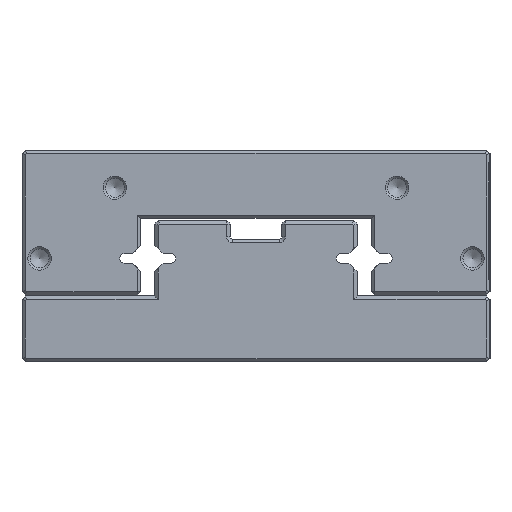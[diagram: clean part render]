
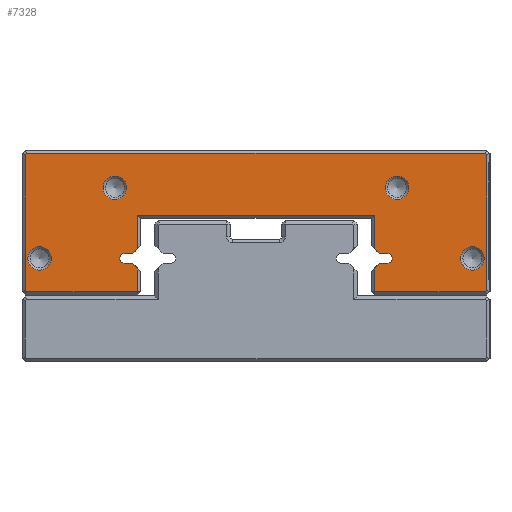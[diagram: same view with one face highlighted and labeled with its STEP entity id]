
A CAD part, left-side view. The second image highlights one B-rep face of the part: STEP entity #7328.
In plain terms, the highlighted planar face has unit normal (-1, 0, 0).
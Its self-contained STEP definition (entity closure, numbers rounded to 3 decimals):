
#5557=FACE_BOUND('',#11891,.T.);
#5558=FACE_BOUND('',#11892,.T.);
#5559=FACE_BOUND('',#11893,.T.);
#5560=FACE_BOUND('',#11894,.T.);
#5561=FACE_BOUND('',#11895,.T.);
#6513=CIRCLE('',#33885,1.);
#6544=CIRCLE('',#33924,1.);
#6550=CIRCLE('',#33936,2.5);
#6551=CIRCLE('',#33937,2.5);
#6552=CIRCLE('',#33938,2.5);
#6553=CIRCLE('',#33939,2.5);
#7328=ADVANCED_FACE('',(#5557,#5558,#5559,#5560,#5561),#8930,.T.);
#8930=PLANE('',#33940);
#11891=EDGE_LOOP('',(#16058,#16059,#16060,#16061,#16062,#16063,#16064,#16065,
#16066,#16067,#16068,#16069,#16070,#16071,#16072,#16073,#16074,#16075,#16076,
#16077,#16078,#16079,#16080,#16081));
#11892=EDGE_LOOP('',(#16082));
#11893=EDGE_LOOP('',(#16083));
#11894=EDGE_LOOP('',(#16084));
#11895=EDGE_LOOP('',(#16085));
#16058=ORIENTED_EDGE('',*,*,#25252,.F.);
#16059=ORIENTED_EDGE('',*,*,#25293,.T.);
#16060=ORIENTED_EDGE('',*,*,#25294,.T.);
#16061=ORIENTED_EDGE('',*,*,#25295,.T.);
#16062=ORIENTED_EDGE('',*,*,#25157,.F.);
#16063=ORIENTED_EDGE('',*,*,#25151,.F.);
#16064=ORIENTED_EDGE('',*,*,#25148,.F.);
#16065=ORIENTED_EDGE('',*,*,#25145,.F.);
#16066=ORIENTED_EDGE('',*,*,#25143,.F.);
#16067=ORIENTED_EDGE('',*,*,#25296,.T.);
#16068=ORIENTED_EDGE('',*,*,#25297,.T.);
#16069=ORIENTED_EDGE('',*,*,#25298,.T.);
#16070=ORIENTED_EDGE('',*,*,#25299,.T.);
#16071=ORIENTED_EDGE('',*,*,#25300,.T.);
#16072=ORIENTED_EDGE('',*,*,#25301,.T.);
#16073=ORIENTED_EDGE('',*,*,#25302,.T.);
#16074=ORIENTED_EDGE('',*,*,#25303,.T.);
#16075=ORIENTED_EDGE('',*,*,#25304,.T.);
#16076=ORIENTED_EDGE('',*,*,#25305,.T.);
#16077=ORIENTED_EDGE('',*,*,#25306,.T.);
#16078=ORIENTED_EDGE('',*,*,#25266,.F.);
#16079=ORIENTED_EDGE('',*,*,#25260,.F.);
#16080=ORIENTED_EDGE('',*,*,#25257,.F.);
#16081=ORIENTED_EDGE('',*,*,#25254,.F.);
#16082=ORIENTED_EDGE('',*,*,#25307,.T.);
#16083=ORIENTED_EDGE('',*,*,#25308,.T.);
#16084=ORIENTED_EDGE('',*,*,#25309,.T.);
#16085=ORIENTED_EDGE('',*,*,#25310,.T.);
#22231=VERTEX_POINT('',#46131);
#22232=VERTEX_POINT('',#46133);
#22233=VERTEX_POINT('',#46137);
#22235=VERTEX_POINT('',#46143);
#22237=VERTEX_POINT('',#46149);
#22242=VERTEX_POINT('',#46161);
#22306=VERTEX_POINT('',#46323);
#22307=VERTEX_POINT('',#46325);
#22308=VERTEX_POINT('',#46329);
#22310=VERTEX_POINT('',#46335);
#22312=VERTEX_POINT('',#46341);
#22317=VERTEX_POINT('',#46353);
#22340=VERTEX_POINT('',#46407);
#22341=VERTEX_POINT('',#46409);
#22342=VERTEX_POINT('',#46412);
#22343=VERTEX_POINT('',#46414);
#22344=VERTEX_POINT('',#46416);
#22345=VERTEX_POINT('',#46418);
#22346=VERTEX_POINT('',#46420);
#22347=VERTEX_POINT('',#46422);
#22348=VERTEX_POINT('',#46424);
#22349=VERTEX_POINT('',#46426);
#22350=VERTEX_POINT('',#46428);
#22351=VERTEX_POINT('',#46430);
#22352=VERTEX_POINT('',#46433);
#22353=VERTEX_POINT('',#46435);
#22354=VERTEX_POINT('',#46437);
#22355=VERTEX_POINT('',#46439);
#25143=EDGE_CURVE('',#22231,#22232,#28457,.T.);
#25145=EDGE_CURVE('',#22232,#22233,#28459,.T.);
#25148=EDGE_CURVE('',#22233,#22235,#6513,.T.);
#25151=EDGE_CURVE('',#22235,#22237,#28463,.T.);
#25157=EDGE_CURVE('',#22237,#22242,#28469,.T.);
#25252=EDGE_CURVE('',#22306,#22307,#28535,.T.);
#25254=EDGE_CURVE('',#22307,#22308,#28537,.T.);
#25257=EDGE_CURVE('',#22308,#22310,#6544,.T.);
#25260=EDGE_CURVE('',#22310,#22312,#28541,.T.);
#25266=EDGE_CURVE('',#22312,#22317,#28547,.T.);
#25293=EDGE_CURVE('',#22306,#22340,#28570,.T.);
#25294=EDGE_CURVE('',#22340,#22341,#28571,.T.);
#25295=EDGE_CURVE('',#22341,#22242,#28572,.T.);
#25296=EDGE_CURVE('',#22231,#22342,#28573,.T.);
#25297=EDGE_CURVE('',#22342,#22343,#28574,.T.);
#25298=EDGE_CURVE('',#22343,#22344,#28575,.T.);
#25299=EDGE_CURVE('',#22344,#22345,#28576,.T.);
#25300=EDGE_CURVE('',#22345,#22346,#28577,.T.);
#25301=EDGE_CURVE('',#22346,#22347,#28578,.T.);
#25302=EDGE_CURVE('',#22347,#22348,#28579,.T.);
#25303=EDGE_CURVE('',#22348,#22349,#28580,.T.);
#25304=EDGE_CURVE('',#22349,#22350,#28581,.T.);
#25305=EDGE_CURVE('',#22350,#22351,#28582,.T.);
#25306=EDGE_CURVE('',#22351,#22317,#28583,.T.);
#25307=EDGE_CURVE('',#22352,#22352,#6550,.T.);
#25308=EDGE_CURVE('',#22353,#22353,#6551,.T.);
#25309=EDGE_CURVE('',#22354,#22354,#6552,.T.);
#25310=EDGE_CURVE('',#22355,#22355,#6553,.T.);
#28457=LINE('',#46132,#31269);
#28459=LINE('',#46136,#31271);
#28463=LINE('',#46148,#31275);
#28469=LINE('',#46160,#31281);
#28535=LINE('',#46324,#31347);
#28537=LINE('',#46328,#31349);
#28541=LINE('',#46340,#31353);
#28547=LINE('',#46352,#31359);
#28570=LINE('',#46406,#31382);
#28571=LINE('',#46408,#31383);
#28572=LINE('',#46410,#31384);
#28573=LINE('',#46411,#31385);
#28574=LINE('',#46413,#31386);
#28575=LINE('',#46415,#31387);
#28576=LINE('',#46417,#31388);
#28577=LINE('',#46419,#31389);
#28578=LINE('',#46421,#31390);
#28579=LINE('',#46423,#31391);
#28580=LINE('',#46425,#31392);
#28581=LINE('',#46427,#31393);
#28582=LINE('',#46429,#31394);
#28583=LINE('',#46431,#31395);
#31269=VECTOR('',#37905,1.);
#31271=VECTOR('',#37909,1.);
#31275=VECTOR('',#37921,1.);
#31281=VECTOR('',#37929,1.);
#31347=VECTOR('',#38061,1.);
#31349=VECTOR('',#38065,1.);
#31353=VECTOR('',#38077,1.);
#31359=VECTOR('',#38085,1.);
#31382=VECTOR('',#38124,1.);
#31383=VECTOR('',#38125,1.);
#31384=VECTOR('',#38126,1.);
#31385=VECTOR('',#38127,1.);
#31386=VECTOR('',#38128,1.);
#31387=VECTOR('',#38129,1.);
#31388=VECTOR('',#38130,1.);
#31389=VECTOR('',#38131,1.);
#31390=VECTOR('',#38132,1.);
#31391=VECTOR('',#38133,1.);
#31392=VECTOR('',#38134,1.);
#31393=VECTOR('',#38135,1.);
#31394=VECTOR('',#38136,1.);
#31395=VECTOR('',#38137,1.);
#33885=AXIS2_PLACEMENT_3D('',#46142,#37914,#37915);
#33924=AXIS2_PLACEMENT_3D('',#46334,#38070,#38071);
#33936=AXIS2_PLACEMENT_3D('',#46432,#38138,#38139);
#33937=AXIS2_PLACEMENT_3D('',#46434,#38140,#38141);
#33938=AXIS2_PLACEMENT_3D('',#46436,#38142,#38143);
#33939=AXIS2_PLACEMENT_3D('',#46438,#38144,#38145);
#33940=AXIS2_PLACEMENT_3D('',#46440,#38146,#38147);
#37905=DIRECTION('',(0.,-0.707,0.707));
#37909=DIRECTION('',(0.,-1.,0.));
#37914=DIRECTION('',(-1.,0.,0.));
#37915=DIRECTION('',(0.,0.,-1.));
#37921=DIRECTION('',(0.,1.,0.));
#37929=DIRECTION('',(0.,0.707,0.707));
#38061=DIRECTION('',(0.,0.707,-0.707));
#38065=DIRECTION('',(0.,1.,0.));
#38070=DIRECTION('',(-1.,0.,0.));
#38071=DIRECTION('',(0.,0.,1.));
#38077=DIRECTION('',(0.,-1.,0.));
#38085=DIRECTION('',(0.,-0.707,-0.707));
#38124=DIRECTION('',(0.,0.,1.));
#38125=DIRECTION('',(0.,-1.,0.));
#38126=DIRECTION('',(0.,0.,-1.));
#38127=DIRECTION('',(0.,0.,-1.));
#38128=DIRECTION('',(0.,-1.,0.));
#38129=DIRECTION('',(0.,-0.707,0.707));
#38130=DIRECTION('',(0.,0.,1.));
#38131=DIRECTION('',(0.,0.707,0.707));
#38132=DIRECTION('',(0.,1.,0.));
#38133=DIRECTION('',(0.,0.707,-0.707));
#38134=DIRECTION('',(0.,0.,-1.));
#38135=DIRECTION('',(0.,-0.707,-0.707));
#38136=DIRECTION('',(0.,-1.,0.));
#38137=DIRECTION('',(0.,0.,1.));
#38138=DIRECTION('',(1.,0.,0.));
#38139=DIRECTION('',(0.,0.,-1.));
#38140=DIRECTION('',(1.,0.,0.));
#38141=DIRECTION('',(0.,0.,-1.));
#38142=DIRECTION('',(1.,0.,0.));
#38143=DIRECTION('',(0.,0.,-1.));
#38144=DIRECTION('',(1.,0.,0.));
#38145=DIRECTION('',(0.,0.,-1.));
#38146=DIRECTION('',(-1.,0.,0.));
#38147=DIRECTION('',(0.,0.,-1.));
#46131=CARTESIAN_POINT('',(80.,24.55,19.957));
#46132=CARTESIAN_POINT('',(80.,25.25,19.257));
#46133=CARTESIAN_POINT('',(80.,23.507,21.));
#46136=CARTESIAN_POINT('',(80.,23.507,21.));
#46137=CARTESIAN_POINT('',(80.,21.75,21.));
#46142=CARTESIAN_POINT('',(80.,21.75,22.));
#46143=CARTESIAN_POINT('',(80.,21.75,23.));
#46148=CARTESIAN_POINT('',(80.,21.75,23.));
#46149=CARTESIAN_POINT('',(80.,23.507,23.));
#46160=CARTESIAN_POINT('',(80.,23.507,23.));
#46161=CARTESIAN_POINT('',(80.,24.55,24.043));
#46323=CARTESIAN_POINT('',(80.,74.95,24.043));
#46324=CARTESIAN_POINT('',(80.,74.25,24.743));
#46325=CARTESIAN_POINT('',(80.,75.993,23.));
#46328=CARTESIAN_POINT('',(80.,75.993,23.));
#46329=CARTESIAN_POINT('',(80.,77.75,23.));
#46334=CARTESIAN_POINT('',(80.,77.75,22.));
#46335=CARTESIAN_POINT('',(80.,77.75,21.));
#46340=CARTESIAN_POINT('',(80.,77.75,21.));
#46341=CARTESIAN_POINT('',(80.,75.993,21.));
#46352=CARTESIAN_POINT('',(80.,75.993,21.));
#46353=CARTESIAN_POINT('',(80.,74.95,19.957));
#46406=CARTESIAN_POINT('',(80.,74.95,30.5));
#46407=CARTESIAN_POINT('',(80.,74.95,31.2));
#46408=CARTESIAN_POINT('',(80.,25.25,31.2));
#46409=CARTESIAN_POINT('',(80.,24.55,31.2));
#46410=CARTESIAN_POINT('',(80.,24.55,24.743));
#46411=CARTESIAN_POINT('',(80.,24.55,14.2));
#46412=CARTESIAN_POINT('',(80.,24.55,14.9));
#46413=CARTESIAN_POINT('',(80.,0.7,14.9));
#46414=CARTESIAN_POINT('',(80.,0.99,14.9));
#46415=CARTESIAN_POINT('',(80.,7.82,8.07));
#46416=CARTESIAN_POINT('',(80.,0.7,15.19));
#46417=CARTESIAN_POINT('',(80.,0.7,44.3));
#46418=CARTESIAN_POINT('',(80.,0.7,44.01));
#46419=CARTESIAN_POINT('',(80.,0.22,43.53));
#46420=CARTESIAN_POINT('',(80.,0.99,44.3));
#46421=CARTESIAN_POINT('',(80.,98.8,44.3));
#46422=CARTESIAN_POINT('',(80.,98.51,44.3));
#46423=CARTESIAN_POINT('',(80.,71.28,71.53));
#46424=CARTESIAN_POINT('',(80.,98.8,44.01));
#46425=CARTESIAN_POINT('',(80.,98.8,14.9));
#46426=CARTESIAN_POINT('',(80.,98.8,15.19));
#46427=CARTESIAN_POINT('',(80.,63.68,-19.93));
#46428=CARTESIAN_POINT('',(80.,98.51,14.9));
#46429=CARTESIAN_POINT('',(80.,74.25,14.9));
#46430=CARTESIAN_POINT('',(80.,74.95,14.9));
#46431=CARTESIAN_POINT('',(80.,74.95,19.257));
#46432=CARTESIAN_POINT('',(80.,95.75,22.));
#46433=CARTESIAN_POINT('',(80.,95.75,19.5));
#46434=CARTESIAN_POINT('',(80.,3.75,22.));
#46435=CARTESIAN_POINT('',(80.,3.75,19.5));
#46436=CARTESIAN_POINT('',(80.,19.75,37.));
#46437=CARTESIAN_POINT('',(80.,19.75,34.5));
#46438=CARTESIAN_POINT('',(80.,79.75,37.));
#46439=CARTESIAN_POINT('',(80.,79.75,34.5));
#46440=CARTESIAN_POINT('',(80.,21.75,22.));
